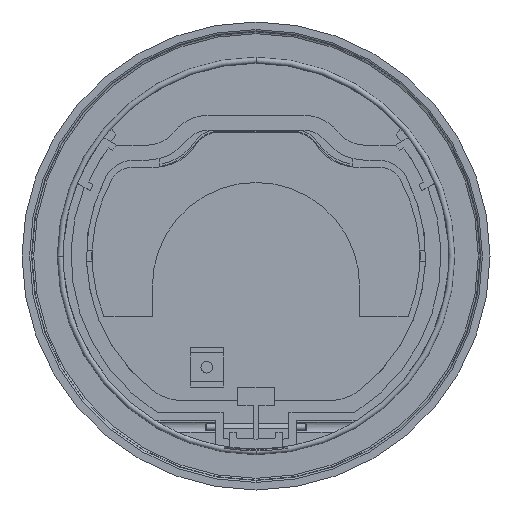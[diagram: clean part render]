
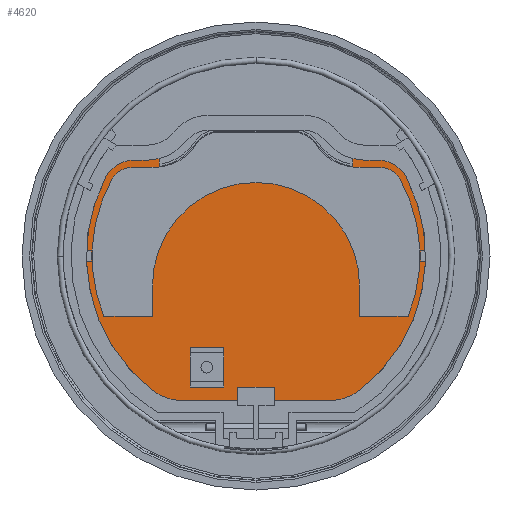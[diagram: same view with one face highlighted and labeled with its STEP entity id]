
A CAD part, front view. The second image highlights one B-rep face of the part: STEP entity #4620.
In plain terms, the highlighted planar face has unit normal (0, -1, 0).
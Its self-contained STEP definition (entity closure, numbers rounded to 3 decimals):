
#61 = CARTESIAN_POINT ( 'NONE',  ( -17.964, -3., -44.2 ) ) ;
#109 = CARTESIAN_POINT ( 'NONE',  ( 29., -3., 23.75 ) ) ;
#150 = ORIENTED_EDGE ( 'NONE', *, *, #20106, .F. ) ;
#279 = VECTOR ( 'NONE', #21613, 1000. ) ;
#490 = ORIENTED_EDGE ( 'NONE', *, *, #10971, .F. ) ;
#645 = DIRECTION ( 'NONE',  ( 0., 0., 1. ) ) ;
#714 = DIRECTION ( 'NONE',  ( 0., -1., 0. ) ) ;
#1014 = AXIS2_PLACEMENT_3D ( 'NONE', #12423, #6071, #19428 ) ;
#1168 = VERTEX_POINT ( 'NONE', #15241 ) ;
#1608 = ORIENTED_EDGE ( 'NONE', *, *, #28408, .F. ) ;
#2257 = AXIS2_PLACEMENT_3D ( 'NONE', #10024, #10208, #27789 ) ;
#2295 = EDGE_CURVE ( 'NONE', #14920, #1168, #17548, .T. ) ;
#2711 = EDGE_CURVE ( 'NONE', #18384, #19821, #9536, .T. ) ;
#2800 = VECTOR ( 'NONE', #24515, 1000. ) ;
#2819 = EDGE_LOOP ( 'NONE', ( #4976, #10543, #3687, #5892, #13992, #5187, #14993, #18267, #13626, #21727 ) ) ;
#2927 = VECTOR ( 'NONE', #25213, 1000. ) ;
#3225 = EDGE_CURVE ( 'NONE', #15966, #18384, #9432, .T. ) ;
#3687 = ORIENTED_EDGE ( 'NONE', *, *, #3225, .T. ) ;
#3790 = VERTEX_POINT ( 'NONE', #19086 ) ;
#3892 = CARTESIAN_POINT ( 'NONE',  ( -9.7, -3., -27.3 ) ) ;
#3925 = VERTEX_POINT ( 'NONE', #24139 ) ;
#4328 = VECTOR ( 'NONE', #14738, 1000. ) ;
#4620 = ADVANCED_FACE ( 'NONE', ( #18492, #11874 ), #28340, .F. ) ;
#4976 = ORIENTED_EDGE ( 'NONE', *, *, #20315, .T. ) ;
#5187 = ORIENTED_EDGE ( 'NONE', *, *, #28167, .T. ) ;
#5892 = ORIENTED_EDGE ( 'NONE', *, *, #2711, .T. ) ;
#6071 = DIRECTION ( 'NONE',  ( 0., 1., 0. ) ) ;
#6744 = VECTOR ( 'NONE', #11432, 1000. ) ;
#6831 = CARTESIAN_POINT ( 'NONE',  ( -9.7, -3., -39.2 ) ) ;
#7078 = CARTESIAN_POINT ( 'NONE',  ( 29., -3., 30. ) ) ;
#8547 = VERTEX_POINT ( 'NONE', #3892 ) ;
#9037 = VERTEX_POINT ( 'NONE', #25727 ) ;
#9126 = VECTOR ( 'NONE', #19643, 1000. ) ;
#9432 = LINE ( 'NONE', #109, #2800 ) ;
#9498 = EDGE_CURVE ( 'NONE', #1168, #3925, #28716, .T. ) ;
#9500 = CARTESIAN_POINT ( 'NONE',  ( 0., -3., 0. ) ) ;
#9536 = LINE ( 'NONE', #26687, #6744 ) ;
#10024 = CARTESIAN_POINT ( 'NONE',  ( 0., -3., 0. ) ) ;
#10208 = DIRECTION ( 'NONE',  ( 0., -1., 0. ) ) ;
#10339 = LINE ( 'NONE', #6831, #15575 ) ;
#10543 = ORIENTED_EDGE ( 'NONE', *, *, #15681, .T. ) ;
#10587 = CARTESIAN_POINT ( 'NONE',  ( 41.499, -3., -32.804 ) ) ;
#10879 = VERTEX_POINT ( 'NONE', #18388 ) ;
#10908 = CARTESIAN_POINT ( 'NONE',  ( 17.964, -3., -14.2 ) ) ;
#10971 = EDGE_CURVE ( 'NONE', #15571, #9037, #22189, .T. ) ;
#11432 = DIRECTION ( 'NONE',  ( -1., 0., 0. ) ) ;
#11645 = DIRECTION ( 'NONE',  ( 0., -1., 0. ) ) ;
#11705 = CIRCLE ( 'NONE', #2257, 52.898 ) ;
#11874 = FACE_BOUND ( 'NONE', #21422, .T. ) ;
#12423 = CARTESIAN_POINT ( 'NONE',  ( 0., -3., 0. ) ) ;
#12618 = VERTEX_POINT ( 'NONE', #22388 ) ;
#12772 = CARTESIAN_POINT ( 'NONE',  ( 29., -3., 30. ) ) ;
#13626 = ORIENTED_EDGE ( 'NONE', *, *, #19532, .T. ) ;
#13684 = AXIS2_PLACEMENT_3D ( 'NONE', #10908, #21686, #17503 ) ;
#13736 = DIRECTION ( 'NONE',  ( 0., 0., 1. ) ) ;
#13992 = ORIENTED_EDGE ( 'NONE', *, *, #14923, .T. ) ;
#14055 = CARTESIAN_POINT ( 'NONE',  ( -29., -3., 30. ) ) ;
#14364 = EDGE_CURVE ( 'NONE', #9037, #28234, #26577, .T. ) ;
#14738 = DIRECTION ( 'NONE',  ( -1., 0., 0. ) ) ;
#14920 = VERTEX_POINT ( 'NONE', #17656 ) ;
#14923 = EDGE_CURVE ( 'NONE', #19821, #12618, #15068, .T. ) ;
#14993 = ORIENTED_EDGE ( 'NONE', *, *, #2295, .T. ) ;
#15068 = LINE ( 'NONE', #17381, #9126 ) ;
#15241 = CARTESIAN_POINT ( 'NONE',  ( -41.499, -3., -32.804 ) ) ;
#15571 = VERTEX_POINT ( 'NONE', #18890 ) ;
#15575 = VECTOR ( 'NONE', #13736, 1000. ) ;
#15603 = EDGE_CURVE ( 'NONE', #10879, #21642, #17614, .T. ) ;
#15681 = EDGE_CURVE ( 'NONE', #3790, #15966, #28023, .T. ) ;
#15966 = VERTEX_POINT ( 'NONE', #7078 ) ;
#16466 = DIRECTION ( 'NONE',  ( 0., 0., 1. ) ) ;
#16572 = CARTESIAN_POINT ( 'NONE',  ( -9.7, -3., -39.2 ) ) ;
#17291 = AXIS2_PLACEMENT_3D ( 'NONE', #20858, #714, #16466 ) ;
#17381 = CARTESIAN_POINT ( 'NONE',  ( -29., -3., 23.75 ) ) ;
#17503 = DIRECTION ( 'NONE',  ( 0., 0., 1. ) ) ;
#17548 = CIRCLE ( 'NONE', #21425, 52.898 ) ;
#17614 = CIRCLE ( 'NONE', #13684, 30. ) ;
#17656 = CARTESIAN_POINT ( 'NONE',  ( -43.569, -3., 30. ) ) ;
#17814 = CARTESIAN_POINT ( 'NONE',  ( -29., -3., 23.75 ) ) ;
#18136 = DIRECTION ( 'NONE',  ( 1., 0., 0. ) ) ;
#18267 = ORIENTED_EDGE ( 'NONE', *, *, #9498, .T. ) ;
#18384 = VERTEX_POINT ( 'NONE', #24697 ) ;
#18388 = CARTESIAN_POINT ( 'NONE',  ( 17.964, -3., -44.2 ) ) ;
#18492 = FACE_OUTER_BOUND ( 'NONE', #2819, .T. ) ;
#18890 = CARTESIAN_POINT ( 'NONE',  ( -19.7, -3., -27.3 ) ) ;
#19086 = CARTESIAN_POINT ( 'NONE',  ( 43.569, -3., 30. ) ) ;
#19321 = CARTESIAN_POINT ( 'NONE',  ( -9.7, -3., -27.3 ) ) ;
#19428 = DIRECTION ( 'NONE',  ( 1., 0., 0. ) ) ;
#19532 = EDGE_CURVE ( 'NONE', #3925, #10879, #20240, .T. ) ;
#19643 = DIRECTION ( 'NONE',  ( 0., 0., 1. ) ) ;
#19821 = VERTEX_POINT ( 'NONE', #17814 ) ;
#20106 = EDGE_CURVE ( 'NONE', #28234, #8547, #10339, .T. ) ;
#20175 = CARTESIAN_POINT ( 'NONE',  ( 0., -3., -39.2 ) ) ;
#20240 = LINE ( 'NONE', #61, #26494 ) ;
#20315 = EDGE_CURVE ( 'NONE', #21642, #3790, #11705, .T. ) ;
#20858 = CARTESIAN_POINT ( 'NONE',  ( -17.964, -3., -14.2 ) ) ;
#21372 = LINE ( 'NONE', #19321, #4328 ) ;
#21422 = EDGE_LOOP ( 'NONE', ( #490, #1608, #150, #25020 ) ) ;
#21425 = AXIS2_PLACEMENT_3D ( 'NONE', #9500, #11645, #645 ) ;
#21613 = DIRECTION ( 'NONE',  ( 0., 0., -1. ) ) ;
#21642 = VERTEX_POINT ( 'NONE', #10587 ) ;
#21686 = DIRECTION ( 'NONE',  ( 0., -1., 0. ) ) ;
#21727 = ORIENTED_EDGE ( 'NONE', *, *, #15603, .T. ) ;
#22189 = LINE ( 'NONE', #23952, #279 ) ;
#22388 = CARTESIAN_POINT ( 'NONE',  ( -29., -3., 30. ) ) ;
#22421 = VECTOR ( 'NONE', #18136, 1000. ) ;
#22516 = DIRECTION ( 'NONE',  ( 1., 0., 0. ) ) ;
#23952 = CARTESIAN_POINT ( 'NONE',  ( -19.7, -3., -39.2 ) ) ;
#24139 = CARTESIAN_POINT ( 'NONE',  ( -17.964, -3., -44.2 ) ) ;
#24515 = DIRECTION ( 'NONE',  ( 0., 0., -1. ) ) ;
#24697 = CARTESIAN_POINT ( 'NONE',  ( 29., -3., 23.75 ) ) ;
#25020 = ORIENTED_EDGE ( 'NONE', *, *, #14364, .F. ) ;
#25213 = DIRECTION ( 'NONE',  ( -1., 0., 0. ) ) ;
#25727 = CARTESIAN_POINT ( 'NONE',  ( -19.7, -3., -39.2 ) ) ;
#26056 = DIRECTION ( 'NONE',  ( -1., 0., 0. ) ) ;
#26494 = VECTOR ( 'NONE', #22516, 1000. ) ;
#26577 = LINE ( 'NONE', #20175, #22421 ) ;
#26602 = LINE ( 'NONE', #14055, #2927 ) ;
#26687 = CARTESIAN_POINT ( 'NONE',  ( -29., -3., 23.75 ) ) ;
#27339 = VECTOR ( 'NONE', #26056, 1000. ) ;
#27789 = DIRECTION ( 'NONE',  ( 0., 0., 1. ) ) ;
#28023 = LINE ( 'NONE', #12772, #27339 ) ;
#28167 = EDGE_CURVE ( 'NONE', #12618, #14920, #26602, .T. ) ;
#28234 = VERTEX_POINT ( 'NONE', #16572 ) ;
#28340 = PLANE ( 'NONE',  #1014 ) ;
#28408 = EDGE_CURVE ( 'NONE', #8547, #15571, #21372, .T. ) ;
#28716 = CIRCLE ( 'NONE', #17291, 30. ) ;
